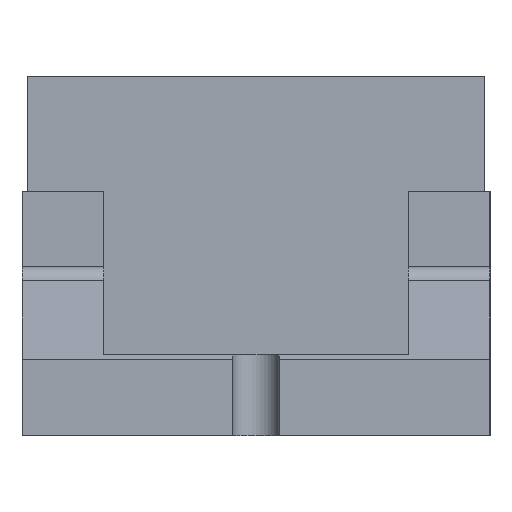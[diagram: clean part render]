
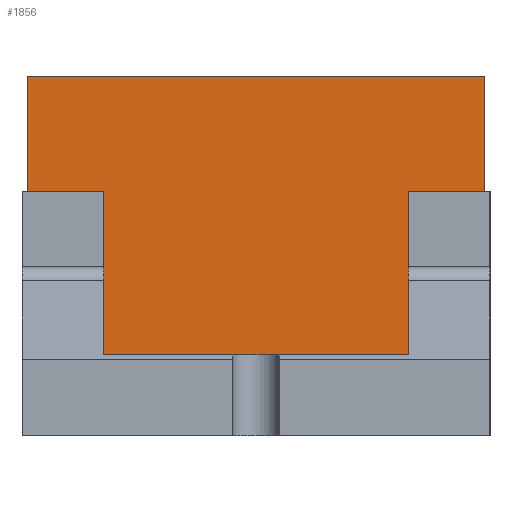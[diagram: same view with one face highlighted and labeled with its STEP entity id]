
A CAD part, left-side view. The second image highlights one B-rep face of the part: STEP entity #1856.
In plain terms, the highlighted planar face has unit normal (-1, 0, 0).
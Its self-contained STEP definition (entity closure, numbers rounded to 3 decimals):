
#39=LINE('',#2831,#195);
#54=LINE('',#2865,#210);
#65=LINE('',#2894,#221);
#66=LINE('',#2897,#222);
#73=LINE('',#2910,#229);
#162=LINE('',#3114,#318);
#165=LINE('',#3119,#321);
#166=LINE('',#3120,#322);
#195=VECTOR('',#2330,56.);
#210=VECTOR('',#2359,30.);
#221=VECTOR('',#2384,30.);
#222=VECTOR('',#2387,14.);
#229=VECTOR('',#2396,14.);
#318=VECTOR('',#2587,21.175);
#321=VECTOR('',#2592,84.);
#322=VECTOR('',#2593,21.175);
#403=PLANE('',#2053);
#579=FACE_OUTER_BOUND('',#739,.T.);
#739=EDGE_LOOP('',(#1655,#1656,#1657,#1658,#1659,#1660,#1661,#1662));
#911=VERTEX_POINT('',#2828);
#912=VERTEX_POINT('',#2830);
#924=VERTEX_POINT('',#2864);
#935=VERTEX_POINT('',#2892);
#936=VERTEX_POINT('',#2896);
#941=VERTEX_POINT('',#2908);
#1005=VERTEX_POINT('',#3112);
#1006=VERTEX_POINT('',#3118);
#1090=EDGE_CURVE('',#911,#912,#39,.T.);
#1107=EDGE_CURVE('',#924,#912,#54,.T.);
#1122=EDGE_CURVE('',#935,#911,#65,.T.);
#1123=EDGE_CURVE('',#936,#924,#66,.T.);
#1130=EDGE_CURVE('',#935,#941,#73,.T.);
#1231=EDGE_CURVE('',#1005,#941,#162,.T.);
#1234=EDGE_CURVE('',#1006,#1005,#165,.T.);
#1235=EDGE_CURVE('',#936,#1006,#166,.T.);
#1655=ORIENTED_EDGE('',*,*,#1123,.T.);
#1656=ORIENTED_EDGE('',*,*,#1107,.T.);
#1657=ORIENTED_EDGE('',*,*,#1090,.F.);
#1658=ORIENTED_EDGE('',*,*,#1122,.F.);
#1659=ORIENTED_EDGE('',*,*,#1130,.T.);
#1660=ORIENTED_EDGE('',*,*,#1231,.F.);
#1661=ORIENTED_EDGE('',*,*,#1234,.F.);
#1662=ORIENTED_EDGE('',*,*,#1235,.F.);
#1856=ADVANCED_FACE('',(#579),#403,.T.);
#2053=AXIS2_PLACEMENT_3D('',#3117,#2590,#2591);
#2330=DIRECTION('',(0.,1.,0.));
#2359=DIRECTION('',(0.,0.,-1.));
#2384=DIRECTION('',(0.,0.,-1.));
#2387=DIRECTION('',(0.,-1.,0.));
#2396=DIRECTION('',(0.,-1.,0.));
#2587=DIRECTION('',(0.,0.,-1.));
#2590=DIRECTION('center_axis',(-1.,0.,0.));
#2591=DIRECTION('ref_axis',(0.,0.,1.));
#2592=DIRECTION('',(0.,-1.,0.));
#2593=DIRECTION('',(0.,0.,1.));
#2828=CARTESIAN_POINT('',(-74.75,-28.,13.325));
#2830=CARTESIAN_POINT('',(-74.75,28.,13.325));
#2831=CARTESIAN_POINT('',(-74.75,42.,13.325));
#2864=CARTESIAN_POINT('',(-74.75,28.,43.325));
#2865=CARTESIAN_POINT('',(-74.75,28.,43.325));
#2892=CARTESIAN_POINT('',(-74.75,-28.,43.325));
#2894=CARTESIAN_POINT('',(-74.75,-28.,43.325));
#2896=CARTESIAN_POINT('',(-74.75,42.,43.325));
#2897=CARTESIAN_POINT('',(-74.75,0.,43.325));
#2908=CARTESIAN_POINT('',(-74.75,-42.,43.325));
#2910=CARTESIAN_POINT('',(-74.75,0.,43.325));
#3112=CARTESIAN_POINT('',(-74.75,-42.,64.5));
#3114=CARTESIAN_POINT('',(-74.75,-42.,64.5));
#3117=CARTESIAN_POINT('Origin',(-74.75,0.,0.));
#3118=CARTESIAN_POINT('',(-74.75,42.,64.5));
#3119=CARTESIAN_POINT('',(-74.75,0.,64.5));
#3120=CARTESIAN_POINT('',(-74.75,42.,64.5));
